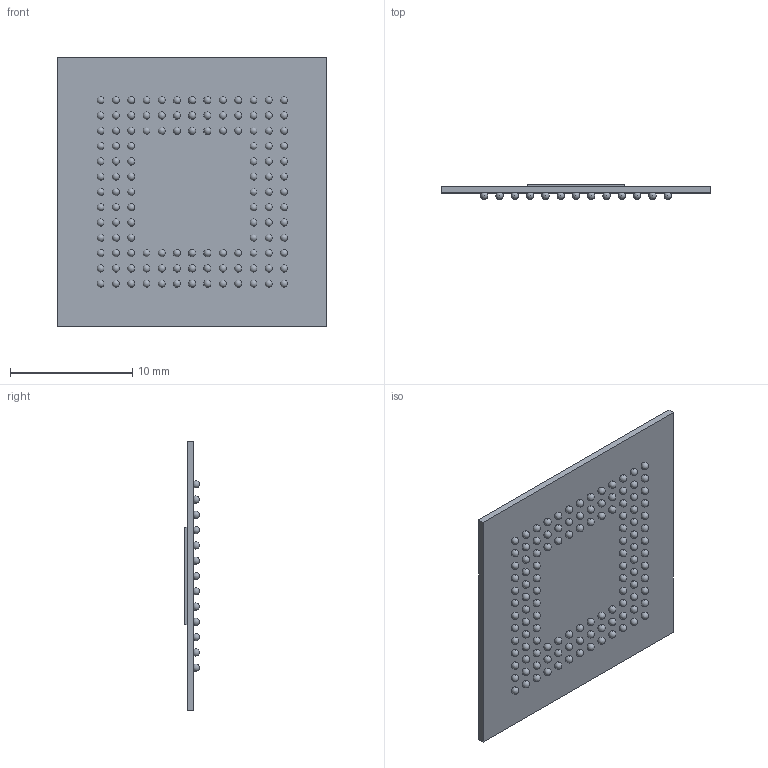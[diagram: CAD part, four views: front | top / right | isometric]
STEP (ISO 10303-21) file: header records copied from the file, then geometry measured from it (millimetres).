
FILE_DESCRIPTION(('FreeCAD Model'),'2;1');
FILE_NAME('Open CASCADE Shape Model','2023-05-22T11:48:19',(''),(''), 'Open CASCADE STEP processor 7.6','FreeCAD','Unknown');
FILE_SCHEMA(('AUTOMOTIVE_DESIGN { 1 0 10303 214 1 1 1 1 }'));
Length unit declared in the file: millimetre
Products named in the file (1): (Unsaved)
Bounding box: 22 x 1.2 x 22 mm (x, y, z)
Volume: 268.4 mm3; surface area: 1154.1 mm2
Topology: 121 solids, 121 shells, 131 faces, 912 edges, 2128 vertices
Faces by surface type: sphere 120, plane 11
Entity records: 14897 total; most frequent: CARTESIAN_POINT 7780, DIRECTION 864, GEOMETRIC_CURVE_SET 529, PRESENTATION_STYLE_ASSIGNMENT 388, SURFACE_STYLE_USAGE 388, SURFACE_SIDE_STYLE 388, SURFACE_STYLE_FILL_AREA 388, FILL_AREA_STYLE 388
